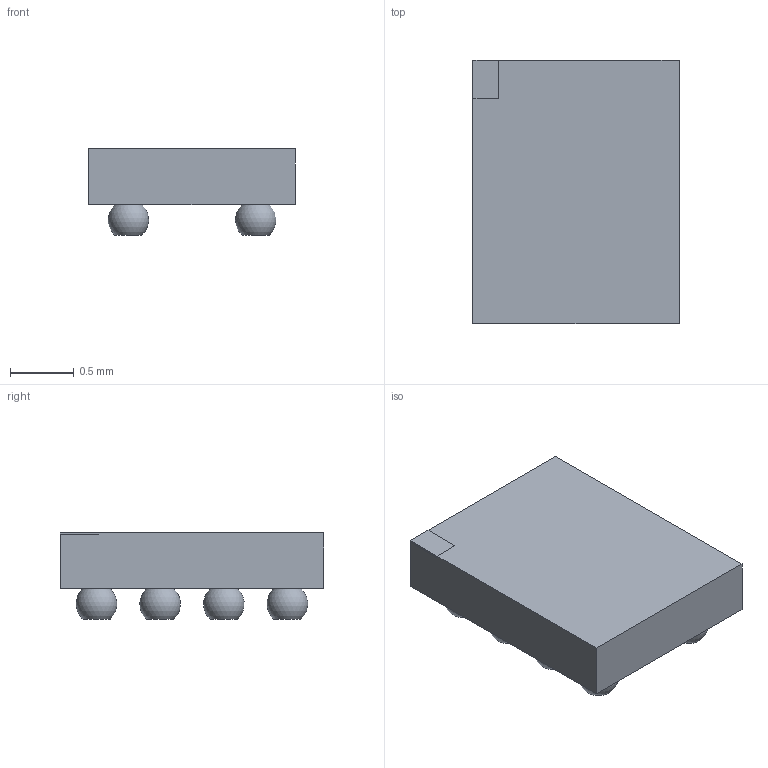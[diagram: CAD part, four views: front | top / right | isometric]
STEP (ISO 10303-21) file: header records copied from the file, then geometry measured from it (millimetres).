
FILE_DESCRIPTION(/* description */ (''),/* implementation_level */ '2;1');
FILE_NAME(/* name */ 'BGA8C100X50P2X4_159X204X68.stp',/* time_stamp */ '2016-03-08T13:30:48+01:00',/* author */ ('riccim'),/* organization */ (''),/* preprocessor_version */ 'ST-DEVELOPER v15.5',/* originating_system */ 'AutoCAD Mechanical',/* authorisation */ '');
FILE_SCHEMA (('AUTOMOTIVE_DESIGN { 1 0 10303 214 3 1 1 }'));
Length unit declared in the file: millimetre
Products named in the file (1): Product
Bounding box: 1.62 x 2.07 x 0.68 mm (x, y, z)
Volume: 1.6 mm3; surface area: 12.6 mm2
Topology: 10 solids, 10 shells, 39 faces, 65 edges, 46 vertices
Faces by surface type: plane 31, sphere 8
Entity records: 844 total; most frequent: DIRECTION 145, CARTESIAN_POINT 127, ORIENTED_EDGE 98, AXIS2_PLACEMENT_3D 56, EDGE_CURVE 49, EDGE_LOOP 47, FACE_OUTER_BOUND 39, ADVANCED_FACE 39
